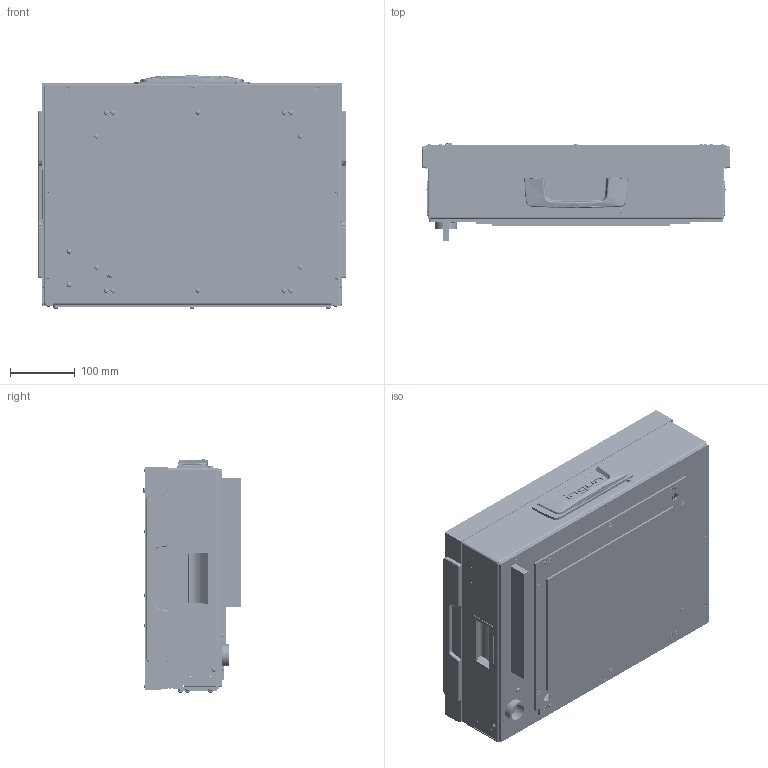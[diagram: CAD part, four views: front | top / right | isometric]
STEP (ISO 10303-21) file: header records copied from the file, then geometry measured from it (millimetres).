
FILE_DESCRIPTION (( 'STEP AP214' ), '1' );
FILE_NAME ('INGUN_107700.STEP', '2021-07-21T11:12:26', ( '' ), ( '' ), 'SwSTEP 2.0', 'SolidWorks 2018', '' );
FILE_SCHEMA (( 'AUTOMOTIVE_DESIGN' ));
Length unit declared in the file: millimetre
Products named in the file (67): DIN125~n_04,3 M04,0; 104090~4_KUNDE<Standard>; 2281~0; 2229~6; 104346~0_S; KS-113-Master~-k-s_KS-113 23; 105963~2_KUNDE<S>; DIN7991~n_M03,0x010 VA; 104344~3_S; 102963~4_S; 19420~3; GKS-114-0015~-g-k-s_Hub = 08,0 <S>; 104117~0_S; DIN985-A2~n_M04,0; 48565~1_S; 101552~2_S; DIN985-A2~n_M03,0; ASR~-a-s-r_拱05,2x07x拌10; DIN125~n_06,4 M06,0 Fase; 104351~2; K_02038~0; 49317~0; 50889~0_KUNDE<S>; 52626~3_S; 104343~3_S; 31788~1; 104093~2_KUNDE<S>; 107464~3_S; 53731~0; 104350~1_S; 107693~0; 37188~1_S; DIN7991~n_M04,0x010; 104089~2_KUNDE<S>; DIN7991~n_M05,0x010; 48726~2_S; 11657~0; 37967~1; Gewindebuchse~n_M04-09,5 offen; 104092~2_S ...
Assembly tree (154 placements, depth 4):
  INGUN_107700
    104089~2_KUNDE<S>
      104090~4_KUNDE<Standard>
      104091~2_KUNDE<Default>
      104092~2_S
      104093~2_KUNDE<S>
      105963~2_KUNDE<S>  x2
      48726~2_S  x2
      48565~1_S  x2
      52626~3_S
      49317~0  x2
      2196~6  x2
      2229~6  x2
      19420~3
      11657~0
      ASR~-a-s-r_拱05,2x07x拌10  x2
      ISO7380~n_M04,0x012  x3
      ISO7380~n_M03,0x006  x10
      DIN912~n_M04,0x006  x2
      103031~0_M04,0x014 VA  x4
      103031~0_M03,0x006  x4
      DIN125~n_06,4 M06,0 Fase  x2
      41899~3_flexiebel <S>
        KS-113-Master~-k-s_KS-113 23
        GKS-114-0015~-g-k-s_Hub = 08,0 <S>
        53731~0
        3917~3_M 3 A
    104350~1_S
      104343~3_S
        104344~3_S
        43707~0_S  x4
        104117~0_S
      104351~2
      2281~0_360ø<Standard>  x2
        2281~0
      37188~1_S  x2
      102963~4_S
      32171~0_S
      53106~0_S  x2
      1878~0
      101552~2_S
      102964~0_S  x2
      Gewindebuchse~n_M04-09,5 offen  x2
      DIN7991~n_M04,0x010  x2
      DIN7991~n_M05,0x010  x8
      DIN912~n_M04,0x012
      ISO7380~n_M03,0x025  x2
      ISO7380~n_M04,0x010  x4
      DIN985-A2~n_M03,0  x2
      DIN125~n_03,2 M03,0  x2
      DIN125~n_04,3 M04,0  x4
      DIN125~n_06,4 M06,0 Fase  x2
      DIN985-A2~n_M04,0
    31788~1
      K_02037~0_Standard ohne Dyn Punkt<Standard>
      K_02038~0
    37967~1
      K_02037~0
      K_02038~0
    104346~0_S
Bounding box: 476 x 152.1 x 362.02 mm (x, y, z)
Volume: 4298743.1 mm3; surface area: 1851415.7 mm2
Topology: 147 solids, 147 shells, 4716 faces, 11557 edges, 7415 vertices
Faces by surface type: cylinder 2443, plane 1610, cone 414, torus 144, bspline 101, sphere 4
Entity records: 90412 total; most frequent: CARTESIAN_POINT 27008, DIRECTION 12430, ORIENTED_EDGE 11408, EDGE_CURVE 5704, AXIS2_PLACEMENT_3D 4743, VERTEX_POINT 3656, LINE 2944, VECTOR 2944
